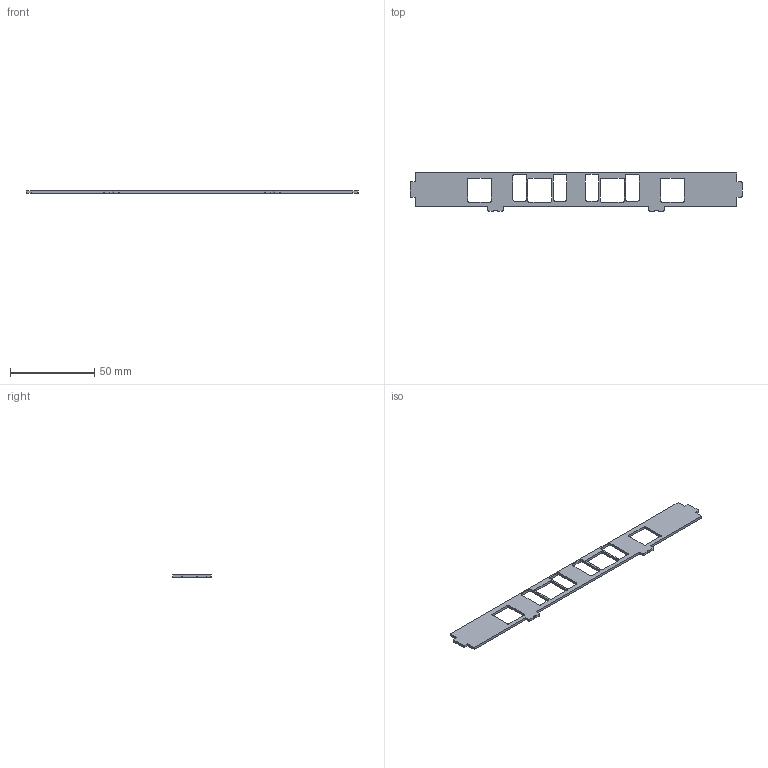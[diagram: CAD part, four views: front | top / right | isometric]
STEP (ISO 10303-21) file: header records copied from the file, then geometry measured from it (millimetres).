
FILE_DESCRIPTION(/* description */ (''),/* implementation_level */ '2;1');
FILE_NAME(/* name */ 'BotPlateSplit.step',/* time_stamp */ '2023-06-29T12:12:39+03:00',/* author */ (''),/* organization */ (''),/* preprocessor_version */ 'ST-DEVELOPER v19.2',/* originating_system */ 'Autodesk Translation Framework v12.6.0.85',/* authorisation */ '');
FILE_SCHEMA (('AUTOMOTIVE_DESIGN { 1 0 10303 214 3 1 1 }'));
Length unit declared in the file: millimetre
Products named in the file (1): BotPlateSplit
Bounding box: 196.49 x 22.78 x 1.5 mm (x, y, z)
Volume: 3861.1 mm3; surface area: 6422.1 mm2
Topology: 1 solids, 1 shells, 102 faces, 300 edges, 200 vertices
Faces by surface type: plane 59, cylinder 43
Entity records: 3482 total; most frequent: CARTESIAN_POINT 603, ORIENTED_EDGE 600, DIRECTION 592, EDGE_CURVE 300, LINE 214, VECTOR 214, VERTEX_POINT 200, AXIS2_PLACEMENT_3D 189
